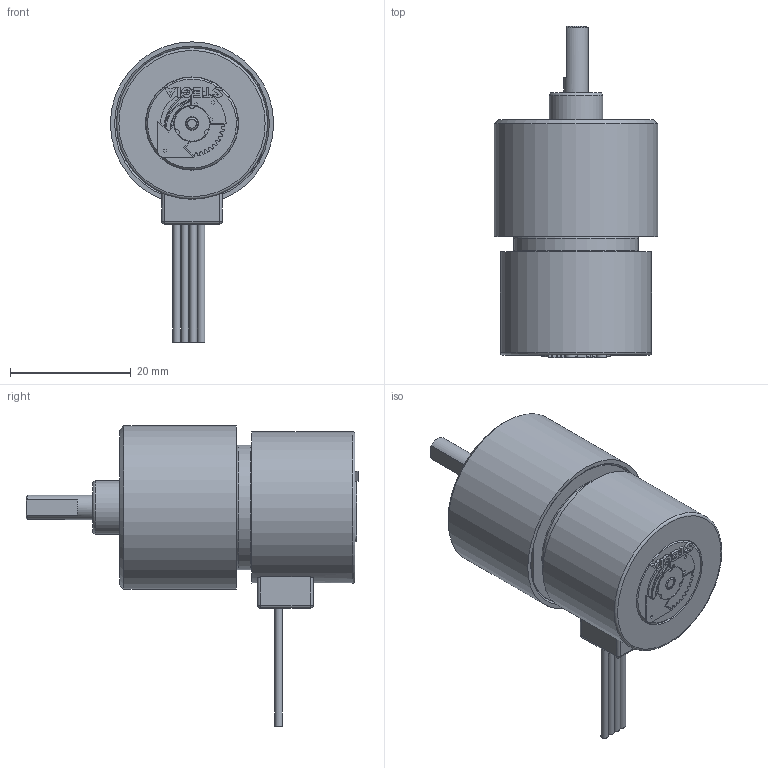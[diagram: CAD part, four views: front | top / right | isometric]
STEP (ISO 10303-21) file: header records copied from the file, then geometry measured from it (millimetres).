
FILE_DESCRIPTION(/* description */ (''),/* implementation_level */ '2;1');
FILE_NAME(/* name */ '155SM001_39,3mm',/* time_stamp */ '2020-07-20T11:58:24+02:00',/* author */ (''),/* organization */ (''),/* preprocessor_version */ 'ST-DEVELOPER v11',/* originating_system */ 'UGS - NX 5.0',/* authorisation */ '');
FILE_SCHEMA (('AUTOMOTIVE_DESIGN { 1 0 10303 214 1 1 1 1 }'));
Length unit declared in the file: millimetre
Products named in the file (1): LuigF8B3rgy7
Bounding box: 27 x 54.9 x 49.64 mm (x, y, z)
Volume: 14396.3 mm3; surface area: 10027.6 mm2
Topology: 1 solids, 4 shells, 578 faces, 1394 edges, 911 vertices
Faces by surface type: plane 323, cylinder 205, cone 35, torus 9, sphere 4, bspline 2
Full cylindrical faces by diameter (mm): 1.25 x4, 1.34 x1, 1.6 x4, 1.82 x4, 2 x7, 2.01 x2, 2.1 x2, 2.4 x2, 2.5 x4, 3.25 x2, 3.3 x1, 3.8 x4, 4 x3, 4.4 x2, 5 x1, 5.5 x2, 6 x1, 7.5 x1, 8.8 x1, 9.05 x1, 10 x1, 15.3 x1, 15.4 x1, 19 x1, 20.6 x1, 25 x1, 27 x1
Entity records: 16725 total; most frequent: CARTESIAN_POINT 3286, DIRECTION 2928, ORIENTED_EDGE 2548, EDGE_CURVE 1274, AXIS2_PLACEMENT_3D 1153, VERTEX_POINT 880, EDGE_LOOP 776, LINE 622
